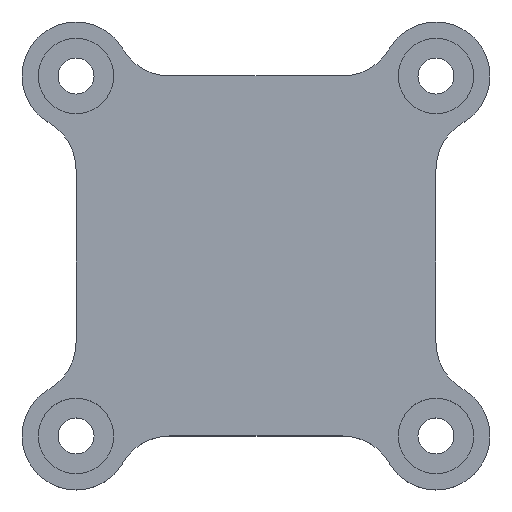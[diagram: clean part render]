
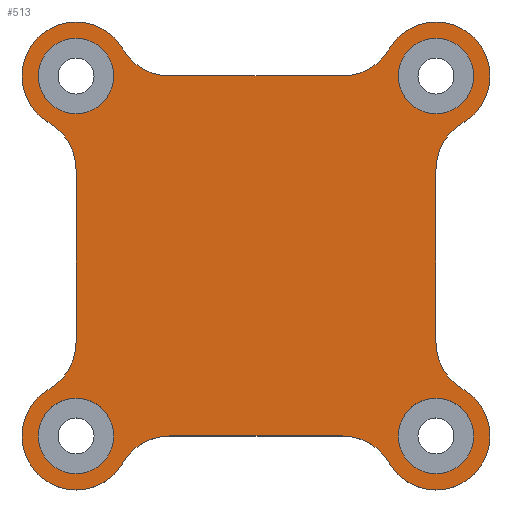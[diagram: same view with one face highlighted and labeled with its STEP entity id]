
A CAD part, top view. The second image highlights one B-rep face of the part: STEP entity #513.
In plain terms, the highlighted planar face has unit normal (0, 0, 1).
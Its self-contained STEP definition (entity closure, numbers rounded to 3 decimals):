
#15=FACE_BOUND('',#84,.T.);
#16=FACE_BOUND('',#85,.T.);
#17=FACE_BOUND('',#86,.T.);
#18=FACE_BOUND('',#87,.T.);
#31=PLANE('',#581);
#53=FACE_OUTER_BOUND('',#83,.T.);
#83=EDGE_LOOP('',(#397,#398,#399,#400,#401,#402,#403,#404,#405,#406,#407,
#408,#409,#410,#411,#412));
#84=EDGE_LOOP('',(#413));
#85=EDGE_LOOP('',(#414));
#86=EDGE_LOOP('',(#415));
#87=EDGE_LOOP('',(#416));
#111=LINE('',#797,#143);
#118=LINE('',#824,#150);
#124=LINE('',#845,#156);
#129=LINE('',#866,#161);
#143=VECTOR('',#623,10.);
#150=VECTOR('',#650,10.);
#156=VECTOR('',#670,10.);
#161=VECTOR('',#695,10.);
#173=CIRCLE('',#542,3.);
#175=CIRCLE('',#546,3.);
#177=CIRCLE('',#549,3.);
#179=CIRCLE('',#552,3.);
#182=CIRCLE('',#557,3.);
#183=CIRCLE('',#559,3.);
#185=CIRCLE('',#563,3.);
#188=CIRCLE('',#567,3.);
#189=CIRCLE('',#569,3.);
#191=CIRCLE('',#573,3.);
#194=CIRCLE('',#577,3.);
#196=CIRCLE('',#580,3.);
#197=CIRCLE('',#582,2.1);
#198=CIRCLE('',#583,2.1);
#199=CIRCLE('',#584,2.1);
#200=CIRCLE('',#585,2.1);
#213=VERTEX_POINT('',#787);
#214=VERTEX_POINT('',#788);
#217=VERTEX_POINT('',#796);
#219=VERTEX_POINT('',#802);
#221=VERTEX_POINT('',#808);
#223=VERTEX_POINT('',#814);
#224=VERTEX_POINT('',#815);
#227=VERTEX_POINT('',#823);
#230=VERTEX_POINT('',#831);
#231=VERTEX_POINT('',#835);
#232=VERTEX_POINT('',#836);
#235=VERTEX_POINT('',#844);
#237=VERTEX_POINT('',#850);
#239=VERTEX_POINT('',#859);
#241=VERTEX_POINT('',#865);
#243=VERTEX_POINT('',#871);
#245=VERTEX_POINT('',#883);
#246=VERTEX_POINT('',#885);
#247=VERTEX_POINT('',#887);
#248=VERTEX_POINT('',#889);
#261=EDGE_CURVE('',#213,#214,#173,.T.);
#265=EDGE_CURVE('',#217,#214,#111,.T.);
#268=EDGE_CURVE('',#217,#219,#175,.T.);
#271=EDGE_CURVE('',#221,#219,#177,.F.);
#274=EDGE_CURVE('',#223,#224,#179,.T.);
#278=EDGE_CURVE('',#227,#224,#118,.T.);
#282=EDGE_CURVE('',#227,#230,#182,.T.);
#284=EDGE_CURVE('',#231,#232,#183,.T.);
#288=EDGE_CURVE('',#235,#232,#124,.T.);
#291=EDGE_CURVE('',#235,#237,#185,.T.);
#295=EDGE_CURVE('',#223,#237,#188,.F.);
#296=EDGE_CURVE('',#221,#239,#189,.T.);
#299=EDGE_CURVE('',#241,#239,#129,.T.);
#302=EDGE_CURVE('',#241,#243,#191,.T.);
#306=EDGE_CURVE('',#231,#243,#194,.F.);
#308=EDGE_CURVE('',#213,#230,#196,.F.);
#309=EDGE_CURVE('',#245,#245,#197,.T.);
#310=EDGE_CURVE('',#246,#246,#198,.T.);
#311=EDGE_CURVE('',#247,#247,#199,.T.);
#312=EDGE_CURVE('',#248,#248,#200,.T.);
#397=ORIENTED_EDGE('',*,*,#278,.T.);
#398=ORIENTED_EDGE('',*,*,#274,.F.);
#399=ORIENTED_EDGE('',*,*,#295,.T.);
#400=ORIENTED_EDGE('',*,*,#291,.F.);
#401=ORIENTED_EDGE('',*,*,#288,.T.);
#402=ORIENTED_EDGE('',*,*,#284,.F.);
#403=ORIENTED_EDGE('',*,*,#306,.T.);
#404=ORIENTED_EDGE('',*,*,#302,.F.);
#405=ORIENTED_EDGE('',*,*,#299,.T.);
#406=ORIENTED_EDGE('',*,*,#296,.F.);
#407=ORIENTED_EDGE('',*,*,#271,.T.);
#408=ORIENTED_EDGE('',*,*,#268,.F.);
#409=ORIENTED_EDGE('',*,*,#265,.T.);
#410=ORIENTED_EDGE('',*,*,#261,.F.);
#411=ORIENTED_EDGE('',*,*,#308,.T.);
#412=ORIENTED_EDGE('',*,*,#282,.F.);
#413=ORIENTED_EDGE('',*,*,#309,.T.);
#414=ORIENTED_EDGE('',*,*,#310,.T.);
#415=ORIENTED_EDGE('',*,*,#311,.T.);
#416=ORIENTED_EDGE('',*,*,#312,.T.);
#513=ADVANCED_FACE('',(#53,#15,#16,#17,#18),#31,.T.);
#542=AXIS2_PLACEMENT_3D('',#789,#615,#616);
#546=AXIS2_PLACEMENT_3D('',#803,#628,#629);
#549=AXIS2_PLACEMENT_3D('',#809,#635,#636);
#552=AXIS2_PLACEMENT_3D('',#816,#642,#643);
#557=AXIS2_PLACEMENT_3D('',#832,#657,#658);
#559=AXIS2_PLACEMENT_3D('',#837,#662,#663);
#563=AXIS2_PLACEMENT_3D('',#851,#675,#676);
#567=AXIS2_PLACEMENT_3D('',#857,#684,#685);
#569=AXIS2_PLACEMENT_3D('',#860,#688,#689);
#573=AXIS2_PLACEMENT_3D('',#872,#700,#701);
#577=AXIS2_PLACEMENT_3D('',#878,#709,#710);
#580=AXIS2_PLACEMENT_3D('',#881,#715,#716);
#581=AXIS2_PLACEMENT_3D('',#882,#717,#718);
#582=AXIS2_PLACEMENT_3D('',#884,#719,#720);
#583=AXIS2_PLACEMENT_3D('',#886,#721,#722);
#584=AXIS2_PLACEMENT_3D('',#888,#723,#724);
#585=AXIS2_PLACEMENT_3D('',#890,#725,#726);
#615=DIRECTION('center_axis',(0.,0.,1.));
#616=DIRECTION('ref_axis',(0.866,-0.5,0.));
#623=DIRECTION('',(0.,-1.,0.));
#628=DIRECTION('center_axis',(0.,0.,1.));
#629=DIRECTION('ref_axis',(0.866,0.5,0.));
#635=DIRECTION('center_axis',(0.,0.,-1.));
#636=DIRECTION('ref_axis',(0.838,0.545,0.));
#642=DIRECTION('center_axis',(0.,0.,1.));
#643=DIRECTION('ref_axis',(0.5,0.866,0.));
#650=DIRECTION('',(1.,0.,0.));
#657=DIRECTION('center_axis',(0.,0.,1.));
#658=DIRECTION('ref_axis',(-0.5,0.866,0.));
#662=DIRECTION('center_axis',(0.,0.,1.));
#663=DIRECTION('ref_axis',(-0.866,0.5,0.));
#670=DIRECTION('',(0.,1.,0.));
#675=DIRECTION('center_axis',(0.,0.,1.));
#676=DIRECTION('ref_axis',(-0.866,-0.5,0.));
#684=DIRECTION('center_axis',(0.,0.,-1.));
#685=DIRECTION('ref_axis',(-0.838,-0.545,0.));
#688=DIRECTION('center_axis',(0.,0.,1.));
#689=DIRECTION('ref_axis',(-0.5,-0.866,0.));
#695=DIRECTION('',(-1.,0.,0.));
#700=DIRECTION('center_axis',(0.,0.,1.));
#701=DIRECTION('ref_axis',(0.5,-0.866,0.));
#709=DIRECTION('center_axis',(0.,0.,-1.));
#710=DIRECTION('ref_axis',(0.545,-0.838,0.));
#715=DIRECTION('center_axis',(0.,0.,-1.));
#716=DIRECTION('ref_axis',(-0.545,0.838,0.));
#717=DIRECTION('center_axis',(0.,0.,1.));
#718=DIRECTION('ref_axis',(-1.,0.,0.));
#719=DIRECTION('center_axis',(0.,0.,-1.));
#720=DIRECTION('ref_axis',(-1.,0.,0.));
#721=DIRECTION('center_axis',(0.,0.,-1.));
#722=DIRECTION('ref_axis',(-1.,0.,0.));
#723=DIRECTION('center_axis',(0.,0.,-1.));
#724=DIRECTION('ref_axis',(-1.,0.,0.));
#725=DIRECTION('center_axis',(0.,0.,-1.));
#726=DIRECTION('ref_axis',(-1.,0.,0.));
#787=CARTESIAN_POINT('',(-11.5,-7.402,4.5));
#788=CARTESIAN_POINT('',(-10.,-4.804,4.5));
#789=CARTESIAN_POINT('Origin',(-13.,-4.804,4.5));
#796=CARTESIAN_POINT('',(-10.,4.804,4.5));
#797=CARTESIAN_POINT('',(-10.,2.695,4.5));
#802=CARTESIAN_POINT('',(-11.5,7.402,4.5));
#803=CARTESIAN_POINT('Origin',(-13.,4.804,4.5));
#808=CARTESIAN_POINT('',(-7.402,11.5,4.5));
#809=CARTESIAN_POINT('Origin',(-10.,10.,4.5));
#814=CARTESIAN_POINT('',(7.402,-11.501,4.5));
#815=CARTESIAN_POINT('',(4.805,-10.001,4.5));
#816=CARTESIAN_POINT('Origin',(4.805,-13.001,4.5));
#823=CARTESIAN_POINT('',(-4.805,-10.001,4.5));
#824=CARTESIAN_POINT('',(-2.742,-10.001,4.5));
#831=CARTESIAN_POINT('',(-7.402,-11.501,4.5));
#832=CARTESIAN_POINT('Origin',(-4.805,-13.001,4.5));
#835=CARTESIAN_POINT('',(11.5,7.402,4.5));
#836=CARTESIAN_POINT('',(10.,4.804,4.5));
#837=CARTESIAN_POINT('Origin',(13.,4.804,4.5));
#844=CARTESIAN_POINT('',(10.,-4.804,4.5));
#845=CARTESIAN_POINT('',(10.,-2.695,4.5));
#850=CARTESIAN_POINT('',(11.5,-7.402,4.5));
#851=CARTESIAN_POINT('Origin',(13.,-4.804,4.5));
#857=CARTESIAN_POINT('Origin',(10.,-10.,4.5));
#859=CARTESIAN_POINT('',(-4.804,10.,4.5));
#860=CARTESIAN_POINT('Origin',(-4.804,13.,4.5));
#865=CARTESIAN_POINT('',(4.804,10.,4.5));
#866=CARTESIAN_POINT('',(2.695,10.,4.5));
#871=CARTESIAN_POINT('',(7.402,11.5,4.5));
#872=CARTESIAN_POINT('Origin',(4.804,13.,4.5));
#878=CARTESIAN_POINT('Origin',(10.,10.,4.5));
#881=CARTESIAN_POINT('Origin',(-10.,-10.,4.5));
#882=CARTESIAN_POINT('Origin',(0.,0.,4.5));
#883=CARTESIAN_POINT('',(-7.9,-10.,4.5));
#884=CARTESIAN_POINT('Origin',(-10.,-10.,4.5));
#885=CARTESIAN_POINT('',(12.1,-10.,4.5));
#886=CARTESIAN_POINT('Origin',(10.,-10.,4.5));
#887=CARTESIAN_POINT('',(-7.9,10.,4.5));
#888=CARTESIAN_POINT('Origin',(-10.,10.,4.5));
#889=CARTESIAN_POINT('',(12.1,10.,4.5));
#890=CARTESIAN_POINT('Origin',(10.,10.,4.5));
